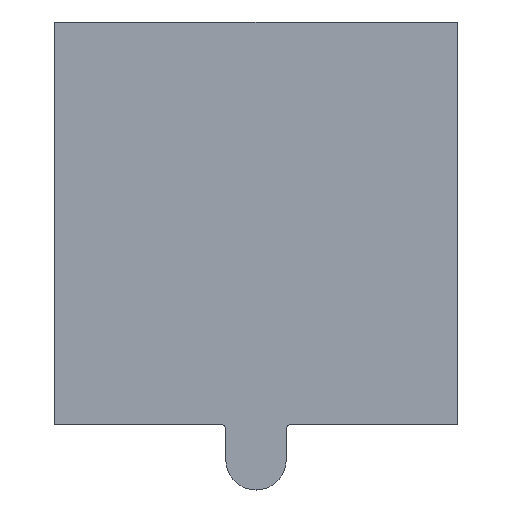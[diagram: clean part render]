
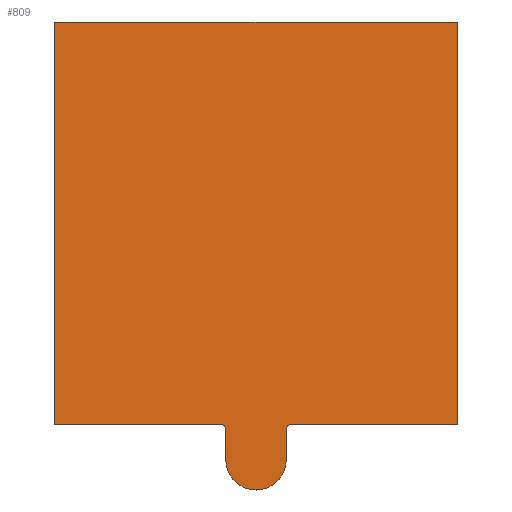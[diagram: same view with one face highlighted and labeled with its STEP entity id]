
A CAD part, top view. The second image highlights one B-rep face of the part: STEP entity #809.
In plain terms, the highlighted planar face has unit normal (0, 0, 1).
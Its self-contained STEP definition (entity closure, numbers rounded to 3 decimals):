
#32 = LINE ( 'NONE', #2952, #2493 ) ;
#77 = VERTEX_POINT ( 'NONE', #3136 ) ;
#118 = EDGE_CURVE ( 'NONE', #3781, #4594, #32, .T. ) ;
#329 = VERTEX_POINT ( 'NONE', #3740 ) ;
#433 = DIRECTION ( 'NONE',  ( 0., 1., 0. ) ) ;
#700 = CARTESIAN_POINT ( 'NONE',  ( -147.012, -20.489, 0.15 ) ) ;
#767 = DIRECTION ( 'NONE',  ( 1., 0., 0. ) ) ;
#809 = ADVANCED_FACE ( 'NONE', ( #7298 ), #8571, .F. ) ;
#1607 = DIRECTION ( 'NONE',  ( 0., 0., -1. ) ) ;
#1739 = CARTESIAN_POINT ( 'NONE',  ( -153.512, -19.989, 0.15 ) ) ;
#2088 = ORIENTED_EDGE ( 'NONE', *, *, #9954, .T. ) ;
#2290 = EDGE_CURVE ( 'NONE', #15845, #5463, #15179, .T. ) ;
#2493 = VECTOR ( 'NONE', #8764, 1000. ) ;
#2896 = ORIENTED_EDGE ( 'NONE', *, *, #12319, .F. ) ;
#2952 = CARTESIAN_POINT ( 'NONE',  ( -153.012, -23.489, 0.15 ) ) ;
#2997 = ORIENTED_EDGE ( 'NONE', *, *, #6809, .F. ) ;
#3121 = VECTOR ( 'NONE', #5698, 1000. ) ;
#3136 = CARTESIAN_POINT ( 'NONE',  ( -130.012, 20.011, 0.15 ) ) ;
#3288 = CARTESIAN_POINT ( 'NONE',  ( -146.512, -19.989, 0.15 ) ) ;
#3290 = ORIENTED_EDGE ( 'NONE', *, *, #2290, .F. ) ;
#3683 = CARTESIAN_POINT ( 'NONE',  ( -153.512, -20.489, 0.15 ) ) ;
#3740 = CARTESIAN_POINT ( 'NONE',  ( -130.012, -19.989, 0.15 ) ) ;
#3781 = VERTEX_POINT ( 'NONE', #14360 ) ;
#4426 = CARTESIAN_POINT ( 'NONE',  ( -146.512, -20.489, 0.15 ) ) ;
#4594 = VERTEX_POINT ( 'NONE', #5555 ) ;
#4860 = CARTESIAN_POINT ( 'NONE',  ( -170.012, -19.989, 0.15 ) ) ;
#5463 = VERTEX_POINT ( 'NONE', #16045 ) ;
#5473 = CIRCLE ( 'NONE', #11606, 3. ) ;
#5555 = CARTESIAN_POINT ( 'NONE',  ( -153.012, -20.489, 0.15 ) ) ;
#5577 = DIRECTION ( 'NONE',  ( -1., 0., 0. ) ) ;
#5698 = DIRECTION ( 'NONE',  ( 0., -1., 0. ) ) ;
#6401 = ORIENTED_EDGE ( 'NONE', *, *, #6564, .F. ) ;
#6564 = EDGE_CURVE ( 'NONE', #329, #15929, #17644, .T. ) ;
#6805 = VECTOR ( 'NONE', #12025, 1000. ) ;
#6809 = EDGE_CURVE ( 'NONE', #6925, #15845, #10622, .T. ) ;
#6925 = VERTEX_POINT ( 'NONE', #10824 ) ;
#7298 = FACE_OUTER_BOUND ( 'NONE', #12869, .T. ) ;
#7541 = VECTOR ( 'NONE', #13245, 1000. ) ;
#7677 = EDGE_CURVE ( 'NONE', #5463, #77, #9898, .T. ) ;
#8167 = CARTESIAN_POINT ( 'NONE',  ( -170.012, 20.011, 0.15 ) ) ;
#8571 = PLANE ( 'NONE',  #17042 ) ;
#8653 = CIRCLE ( 'NONE', #11718, 0.5 ) ;
#8692 = CARTESIAN_POINT ( 'NONE',  ( -146.512, -20.489, 0.15 ) ) ;
#8764 = DIRECTION ( 'NONE',  ( 0., 1., 0. ) ) ;
#8957 = VECTOR ( 'NONE', #10456, 1000. ) ;
#9438 = DIRECTION ( 'NONE',  ( -1., 0., 0. ) ) ;
#9705 = DIRECTION ( 'NONE',  ( 1., 0., 0. ) ) ;
#9724 = VECTOR ( 'NONE', #433, 1000. ) ;
#9898 = LINE ( 'NONE', #8167, #10253 ) ;
#9954 = EDGE_CURVE ( 'NONE', #3781, #11339, #5473, .T. ) ;
#10253 = VECTOR ( 'NONE', #9705, 1000. ) ;
#10361 = VERTEX_POINT ( 'NONE', #700 ) ;
#10400 = LINE ( 'NONE', #17231, #7541 ) ;
#10415 = LINE ( 'NONE', #16184, #3121 ) ;
#10456 = DIRECTION ( 'NONE',  ( -1., 0., 0. ) ) ;
#10529 = EDGE_CURVE ( 'NONE', #10361, #11339, #10415, .T. ) ;
#10622 = LINE ( 'NONE', #1739, #6805 ) ;
#10824 = CARTESIAN_POINT ( 'NONE',  ( -153.512, -19.989, 0.15 ) ) ;
#11339 = VERTEX_POINT ( 'NONE', #16102 ) ;
#11606 = AXIS2_PLACEMENT_3D ( 'NONE', #13806, #15038, #767 ) ;
#11718 = AXIS2_PLACEMENT_3D ( 'NONE', #8692, #17161, #14422 ) ;
#11810 = ORIENTED_EDGE ( 'NONE', *, *, #15527, .F. ) ;
#11840 = CIRCLE ( 'NONE', #16672, 0.5 ) ;
#11962 = CARTESIAN_POINT ( 'NONE',  ( -130.012, -19.989, 0.15 ) ) ;
#12025 = DIRECTION ( 'NONE',  ( -1., 0., 0. ) ) ;
#12319 = EDGE_CURVE ( 'NONE', #15929, #10361, #8653, .T. ) ;
#12739 = ORIENTED_EDGE ( 'NONE', *, *, #15319, .F. ) ;
#12869 = EDGE_LOOP ( 'NONE', ( #2896, #6401, #11810, #17568, #3290, #2997, #12739, #17095, #2088, #13717 ) ) ;
#12948 = CARTESIAN_POINT ( 'NONE',  ( -170.012, -19.989, 0.15 ) ) ;
#13245 = DIRECTION ( 'NONE',  ( 0., -1., 0. ) ) ;
#13717 = ORIENTED_EDGE ( 'NONE', *, *, #10529, .F. ) ;
#13806 = CARTESIAN_POINT ( 'NONE',  ( -150.012, -23.489, 0.15 ) ) ;
#14360 = CARTESIAN_POINT ( 'NONE',  ( -153.012, -23.489, 0.15 ) ) ;
#14422 = DIRECTION ( 'NONE',  ( -1., 0., 0. ) ) ;
#15038 = DIRECTION ( 'NONE',  ( 0., 0., 1. ) ) ;
#15179 = LINE ( 'NONE', #4860, #9724 ) ;
#15319 = EDGE_CURVE ( 'NONE', #4594, #6925, #11840, .T. ) ;
#15527 = EDGE_CURVE ( 'NONE', #77, #329, #10400, .T. ) ;
#15845 = VERTEX_POINT ( 'NONE', #12948 ) ;
#15929 = VERTEX_POINT ( 'NONE', #3288 ) ;
#16045 = CARTESIAN_POINT ( 'NONE',  ( -170.012, 20.011, 0.15 ) ) ;
#16102 = CARTESIAN_POINT ( 'NONE',  ( -147.012, -23.489, 0.15 ) ) ;
#16184 = CARTESIAN_POINT ( 'NONE',  ( -147.012, -20.489, 0.15 ) ) ;
#16672 = AXIS2_PLACEMENT_3D ( 'NONE', #3683, #16924, #9438 ) ;
#16924 = DIRECTION ( 'NONE',  ( 0., 0., 1. ) ) ;
#17042 = AXIS2_PLACEMENT_3D ( 'NONE', #4426, #1607, #5577 ) ;
#17095 = ORIENTED_EDGE ( 'NONE', *, *, #118, .F. ) ;
#17161 = DIRECTION ( 'NONE',  ( 0., 0., 1. ) ) ;
#17231 = CARTESIAN_POINT ( 'NONE',  ( -130.012, 20.011, 0.15 ) ) ;
#17568 = ORIENTED_EDGE ( 'NONE', *, *, #7677, .F. ) ;
#17644 = LINE ( 'NONE', #11962, #8957 ) ;
